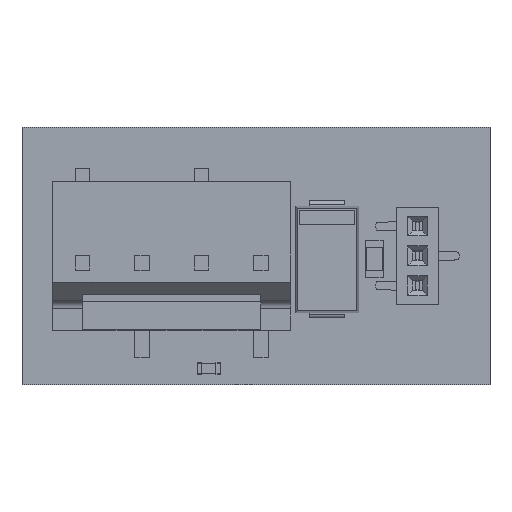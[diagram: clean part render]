
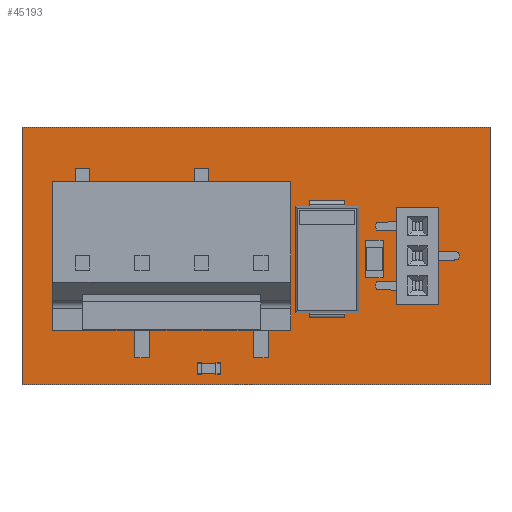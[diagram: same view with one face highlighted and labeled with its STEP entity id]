
A CAD part, top view. The second image highlights one B-rep face of the part: STEP entity #45193.
In plain terms, the highlighted planar face has unit normal (0, 0, 1).
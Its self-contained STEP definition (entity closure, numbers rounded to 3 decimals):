
#44879 = VERTEX_POINT('',#44880);
#44880 = CARTESIAN_POINT('',(0.,0.,1.6));
#44887 = PLANE('',#44888);
#44888 = AXIS2_PLACEMENT_3D('',#44889,#44890,#44891);
#44889 = CARTESIAN_POINT('',(0.,0.,0.));
#44890 = DIRECTION('',(0.,1.,0.));
#44891 = DIRECTION('',(1.,0.,0.));
#44899 = PLANE('',#44900);
#44900 = AXIS2_PLACEMENT_3D('',#44901,#44902,#44903);
#44901 = CARTESIAN_POINT('',(0.,-11.,0.));
#44902 = DIRECTION('',(-1.,0.,0.));
#44903 = DIRECTION('',(0.,1.,0.));
#44911 = EDGE_CURVE('',#44879,#44912,#44914,.T.);
#44912 = VERTEX_POINT('',#44913);
#44913 = CARTESIAN_POINT('',(20.,0.,1.6));
#44914 = SURFACE_CURVE('',#44915,(#44919,#44926),.PCURVE_S1.);
#44915 = LINE('',#44916,#44917);
#44916 = CARTESIAN_POINT('',(0.,0.,1.6));
#44917 = VECTOR('',#44918,1.);
#44918 = DIRECTION('',(1.,0.,0.));
#44919 = PCURVE('',#44887,#44920);
#44920 = DEFINITIONAL_REPRESENTATION('',(#44921),#44925);
#44921 = LINE('',#44922,#44923);
#44922 = CARTESIAN_POINT('',(0.,-1.6));
#44923 = VECTOR('',#44924,1.);
#44924 = DIRECTION('',(1.,0.));
#44925 = ( GEOMETRIC_REPRESENTATION_CONTEXT(2) 
PARAMETRIC_REPRESENTATION_CONTEXT() REPRESENTATION_CONTEXT('2D SPACE',''
  ) );
#44926 = PCURVE('',#44927,#44932);
#44927 = PLANE('',#44928);
#44928 = AXIS2_PLACEMENT_3D('',#44929,#44930,#44931);
#44929 = CARTESIAN_POINT('',(10.,-5.5,1.6));
#44930 = DIRECTION('',(0.,0.,-1.));
#44931 = DIRECTION('',(-1.,0.,0.));
#44932 = DEFINITIONAL_REPRESENTATION('',(#44933),#44937);
#44933 = LINE('',#44934,#44935);
#44934 = CARTESIAN_POINT('',(10.,5.5));
#44935 = VECTOR('',#44936,1.);
#44936 = DIRECTION('',(-1.,0.));
#44937 = ( GEOMETRIC_REPRESENTATION_CONTEXT(2) 
PARAMETRIC_REPRESENTATION_CONTEXT() REPRESENTATION_CONTEXT('2D SPACE',''
  ) );
#44955 = PLANE('',#44956);
#44956 = AXIS2_PLACEMENT_3D('',#44957,#44958,#44959);
#44957 = CARTESIAN_POINT('',(20.,0.,0.));
#44958 = DIRECTION('',(1.,0.,0.));
#44959 = DIRECTION('',(0.,-1.,0.));
#44997 = EDGE_CURVE('',#44912,#44998,#45000,.T.);
#44998 = VERTEX_POINT('',#44999);
#44999 = CARTESIAN_POINT('',(20.,-11.,1.6));
#45000 = SURFACE_CURVE('',#45001,(#45005,#45012),.PCURVE_S1.);
#45001 = LINE('',#45002,#45003);
#45002 = CARTESIAN_POINT('',(20.,0.,1.6));
#45003 = VECTOR('',#45004,1.);
#45004 = DIRECTION('',(0.,-1.,0.));
#45005 = PCURVE('',#44955,#45006);
#45006 = DEFINITIONAL_REPRESENTATION('',(#45007),#45011);
#45007 = LINE('',#45008,#45009);
#45008 = CARTESIAN_POINT('',(0.,-1.6));
#45009 = VECTOR('',#45010,1.);
#45010 = DIRECTION('',(1.,0.));
#45011 = ( GEOMETRIC_REPRESENTATION_CONTEXT(2) 
PARAMETRIC_REPRESENTATION_CONTEXT() REPRESENTATION_CONTEXT('2D SPACE',''
  ) );
#45012 = PCURVE('',#44927,#45013);
#45013 = DEFINITIONAL_REPRESENTATION('',(#45014),#45018);
#45014 = LINE('',#45015,#45016);
#45015 = CARTESIAN_POINT('',(-10.,5.5));
#45016 = VECTOR('',#45017,1.);
#45017 = DIRECTION('',(0.,-1.));
#45018 = ( GEOMETRIC_REPRESENTATION_CONTEXT(2) 
PARAMETRIC_REPRESENTATION_CONTEXT() REPRESENTATION_CONTEXT('2D SPACE',''
  ) );
#45036 = PLANE('',#45037);
#45037 = AXIS2_PLACEMENT_3D('',#45038,#45039,#45040);
#45038 = CARTESIAN_POINT('',(20.,-11.,0.));
#45039 = DIRECTION('',(0.,-1.,0.));
#45040 = DIRECTION('',(-1.,0.,0.));
#45073 = EDGE_CURVE('',#44998,#45074,#45076,.T.);
#45074 = VERTEX_POINT('',#45075);
#45075 = CARTESIAN_POINT('',(0.,-11.,1.6));
#45076 = SURFACE_CURVE('',#45077,(#45081,#45088),.PCURVE_S1.);
#45077 = LINE('',#45078,#45079);
#45078 = CARTESIAN_POINT('',(20.,-11.,1.6));
#45079 = VECTOR('',#45080,1.);
#45080 = DIRECTION('',(-1.,0.,0.));
#45081 = PCURVE('',#45036,#45082);
#45082 = DEFINITIONAL_REPRESENTATION('',(#45083),#45087);
#45083 = LINE('',#45084,#45085);
#45084 = CARTESIAN_POINT('',(0.,-1.6));
#45085 = VECTOR('',#45086,1.);
#45086 = DIRECTION('',(1.,0.));
#45087 = ( GEOMETRIC_REPRESENTATION_CONTEXT(2) 
PARAMETRIC_REPRESENTATION_CONTEXT() REPRESENTATION_CONTEXT('2D SPACE',''
  ) );
#45088 = PCURVE('',#44927,#45089);
#45089 = DEFINITIONAL_REPRESENTATION('',(#45090),#45094);
#45090 = LINE('',#45091,#45092);
#45091 = CARTESIAN_POINT('',(-10.,-5.5));
#45092 = VECTOR('',#45093,1.);
#45093 = DIRECTION('',(1.,0.));
#45094 = ( GEOMETRIC_REPRESENTATION_CONTEXT(2) 
PARAMETRIC_REPRESENTATION_CONTEXT() REPRESENTATION_CONTEXT('2D SPACE',''
  ) );
#45144 = EDGE_CURVE('',#45074,#44879,#45145,.T.);
#45145 = SURFACE_CURVE('',#45146,(#45150,#45157),.PCURVE_S1.);
#45146 = LINE('',#45147,#45148);
#45147 = CARTESIAN_POINT('',(0.,-11.,1.6));
#45148 = VECTOR('',#45149,1.);
#45149 = DIRECTION('',(0.,1.,0.));
#45150 = PCURVE('',#44899,#45151);
#45151 = DEFINITIONAL_REPRESENTATION('',(#45152),#45156);
#45152 = LINE('',#45153,#45154);
#45153 = CARTESIAN_POINT('',(0.,-1.6));
#45154 = VECTOR('',#45155,1.);
#45155 = DIRECTION('',(1.,0.));
#45156 = ( GEOMETRIC_REPRESENTATION_CONTEXT(2) 
PARAMETRIC_REPRESENTATION_CONTEXT() REPRESENTATION_CONTEXT('2D SPACE',''
  ) );
#45157 = PCURVE('',#44927,#45158);
#45158 = DEFINITIONAL_REPRESENTATION('',(#45159),#45163);
#45159 = LINE('',#45160,#45161);
#45160 = CARTESIAN_POINT('',(10.,-5.5));
#45161 = VECTOR('',#45162,1.);
#45162 = DIRECTION('',(0.,1.));
#45163 = ( GEOMETRIC_REPRESENTATION_CONTEXT(2) 
PARAMETRIC_REPRESENTATION_CONTEXT() REPRESENTATION_CONTEXT('2D SPACE',''
  ) );
#45193 = ADVANCED_FACE('',(#45194),#44927,.F.);
#45194 = FACE_BOUND('',#45195,.F.);
#45195 = EDGE_LOOP('',(#45196,#45197,#45198,#45199));
#45196 = ORIENTED_EDGE('',*,*,#44911,.T.);
#45197 = ORIENTED_EDGE('',*,*,#44997,.T.);
#45198 = ORIENTED_EDGE('',*,*,#45073,.T.);
#45199 = ORIENTED_EDGE('',*,*,#45144,.T.);
